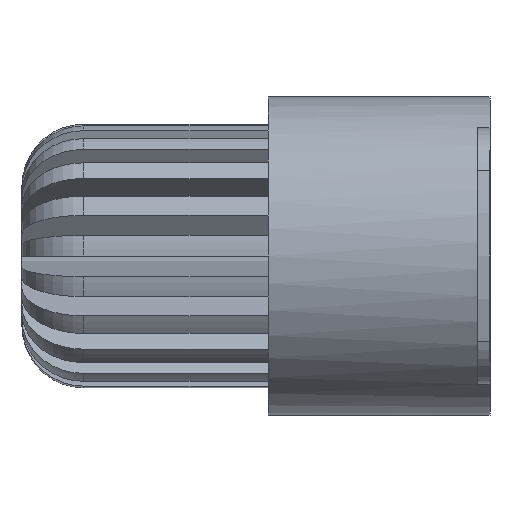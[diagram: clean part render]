
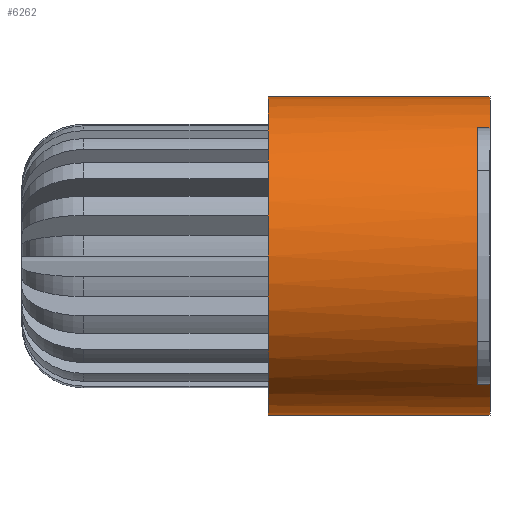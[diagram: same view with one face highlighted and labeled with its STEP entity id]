
A CAD part, left-side view. The second image highlights one B-rep face of the part: STEP entity #6262.
In plain terms, the highlighted cylindrical face has radius 25.824 mm (diameter 51.648 mm), a partial arc.
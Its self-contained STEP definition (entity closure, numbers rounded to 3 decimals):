
#30 = LINE ( 'NONE', #3489, #5328 ) ;
#149 = EDGE_CURVE ( 'NONE', #2893, #4829, #4747, .T. ) ;
#161 = EDGE_CURVE ( 'NONE', #3522, #793, #1823, .T. ) ;
#242 = CARTESIAN_POINT ( 'NONE',  ( 0., 0., -25.824 ) ) ;
#387 = AXIS2_PLACEMENT_3D ( 'NONE', #2912, #6486, #3438 ) ;
#530 = DIRECTION ( 'NONE',  ( 0., -1., 0. ) ) ;
#679 = VECTOR ( 'NONE', #1643, 1000. ) ;
#793 = VERTEX_POINT ( 'NONE', #242 ) ;
#881 = VERTEX_POINT ( 'NONE', #5957 ) ;
#1328 = DIRECTION ( 'NONE',  ( 0., -1., 0. ) ) ;
#1530 = DIRECTION ( 'NONE',  ( 0., 1., 0. ) ) ;
#1574 = EDGE_CURVE ( 'NONE', #3522, #5316, #5155, .T. ) ;
#1601 = ORIENTED_EDGE ( 'NONE', *, *, #5868, .T. ) ;
#1628 = ORIENTED_EDGE ( 'NONE', *, *, #161, .F. ) ;
#1643 = DIRECTION ( 'NONE',  ( 0., 1., 0. ) ) ;
#1754 = CARTESIAN_POINT ( 'NONE',  ( 0., 36., 0. ) ) ;
#1793 = LINE ( 'NONE', #5426, #3014 ) ;
#1823 = CIRCLE ( 'NONE', #5752, 25.824 ) ;
#2031 = CARTESIAN_POINT ( 'NONE',  ( 0., 36., 0. ) ) ;
#2095 = ORIENTED_EDGE ( 'NONE', *, *, #4064, .F. ) ;
#2269 = DIRECTION ( 'NONE',  ( 0., 0., 1. ) ) ;
#2399 = CYLINDRICAL_SURFACE ( 'NONE', #5416, 25.824 ) ;
#2577 = EDGE_CURVE ( 'NONE', #2893, #793, #30, .T. ) ;
#2651 = ORIENTED_EDGE ( 'NONE', *, *, #1574, .T. ) ;
#2893 = VERTEX_POINT ( 'NONE', #3619 ) ;
#2912 = CARTESIAN_POINT ( 'NONE',  ( 0., 2., 0. ) ) ;
#2952 = DIRECTION ( 'NONE',  ( 0., -1., 0. ) ) ;
#2969 = DIRECTION ( 'NONE',  ( 0., -1., 0. ) ) ;
#2986 = CARTESIAN_POINT ( 'NONE',  ( -15.272, 0., 20.824 ) ) ;
#3014 = VECTOR ( 'NONE', #6442, 1000. ) ;
#3071 = EDGE_LOOP ( 'NONE', ( #5586, #3792, #4247, #1628, #2651, #1601, #5850, #2095 ) ) ;
#3151 = EDGE_CURVE ( 'NONE', #4829, #881, #1793, .T. ) ;
#3387 = VERTEX_POINT ( 'NONE', #5916 ) ;
#3413 = LINE ( 'NONE', #5762, #679 ) ;
#3434 = CARTESIAN_POINT ( 'NONE',  ( -15.272, -8., -20.824 ) ) ;
#3438 = DIRECTION ( 'NONE',  ( 0., 0., 1. ) ) ;
#3486 = CARTESIAN_POINT ( 'NONE',  ( -15.272, 0., -20.824 ) ) ;
#3489 = CARTESIAN_POINT ( 'NONE',  ( 0., 36., -25.824 ) ) ;
#3495 = CIRCLE ( 'NONE', #5738, 25.824 ) ;
#3522 = VERTEX_POINT ( 'NONE', #3486 ) ;
#3619 = CARTESIAN_POINT ( 'NONE',  ( 0., 36., -25.824 ) ) ;
#3655 = VECTOR ( 'NONE', #1530, 1000. ) ;
#3792 = ORIENTED_EDGE ( 'NONE', *, *, #149, .F. ) ;
#4064 = EDGE_CURVE ( 'NONE', #881, #5230, #3495, .T. ) ;
#4247 = ORIENTED_EDGE ( 'NONE', *, *, #2577, .T. ) ;
#4326 = EDGE_CURVE ( 'NONE', #5230, #3387, #3413, .T. ) ;
#4380 = AXIS2_PLACEMENT_3D ( 'NONE', #1754, #5365, #2269 ) ;
#4406 = CARTESIAN_POINT ( 'NONE',  ( 0., 0., 0. ) ) ;
#4597 = CARTESIAN_POINT ( 'NONE',  ( -15.272, 2., -20.824 ) ) ;
#4747 = CIRCLE ( 'NONE', #4380, 25.824 ) ;
#4829 = VERTEX_POINT ( 'NONE', #5693 ) ;
#4923 = DIRECTION ( 'NONE',  ( 0., 0., 1. ) ) ;
#5126 = DIRECTION ( 'NONE',  ( 0., 0., -1. ) ) ;
#5155 = LINE ( 'NONE', #3434, #3655 ) ;
#5230 = VERTEX_POINT ( 'NONE', #2986 ) ;
#5316 = VERTEX_POINT ( 'NONE', #4597 ) ;
#5328 = VECTOR ( 'NONE', #2952, 1000. ) ;
#5365 = DIRECTION ( 'NONE',  ( 0., 1., 0. ) ) ;
#5416 = AXIS2_PLACEMENT_3D ( 'NONE', #2031, #530, #5126 ) ;
#5426 = CARTESIAN_POINT ( 'NONE',  ( 0., 36., 25.824 ) ) ;
#5586 = ORIENTED_EDGE ( 'NONE', *, *, #3151, .F. ) ;
#5693 = CARTESIAN_POINT ( 'NONE',  ( 0., 36., 25.824 ) ) ;
#5738 = AXIS2_PLACEMENT_3D ( 'NONE', #6042, #2969, #6548 ) ;
#5752 = AXIS2_PLACEMENT_3D ( 'NONE', #4406, #1328, #4923 ) ;
#5762 = CARTESIAN_POINT ( 'NONE',  ( -15.272, -8., 20.824 ) ) ;
#5850 = ORIENTED_EDGE ( 'NONE', *, *, #4326, .F. ) ;
#5868 = EDGE_CURVE ( 'NONE', #5316, #3387, #6022, .T. ) ;
#5916 = CARTESIAN_POINT ( 'NONE',  ( -15.272, 2., 20.824 ) ) ;
#5957 = CARTESIAN_POINT ( 'NONE',  ( 0., 0., 25.824 ) ) ;
#6022 = CIRCLE ( 'NONE', #387, 25.824 ) ;
#6042 = CARTESIAN_POINT ( 'NONE',  ( 0., 0., 0. ) ) ;
#6262 = ADVANCED_FACE ( 'NONE', ( #6497 ), #2399, .T. ) ;
#6442 = DIRECTION ( 'NONE',  ( 0., -1., 0. ) ) ;
#6486 = DIRECTION ( 'NONE',  ( 0., 1., 0. ) ) ;
#6497 = FACE_OUTER_BOUND ( 'NONE', #3071, .T. ) ;
#6548 = DIRECTION ( 'NONE',  ( 0., 0., 1. ) ) ;
